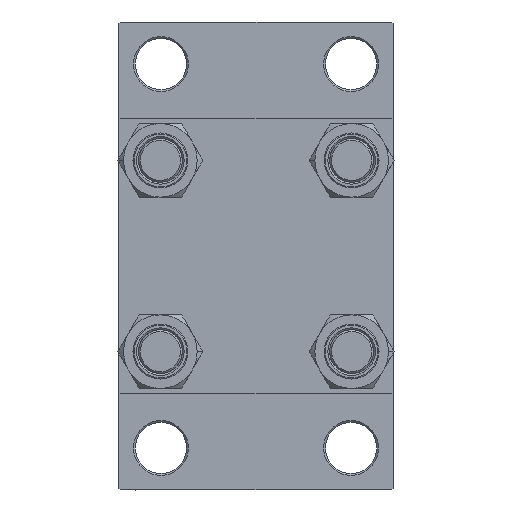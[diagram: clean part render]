
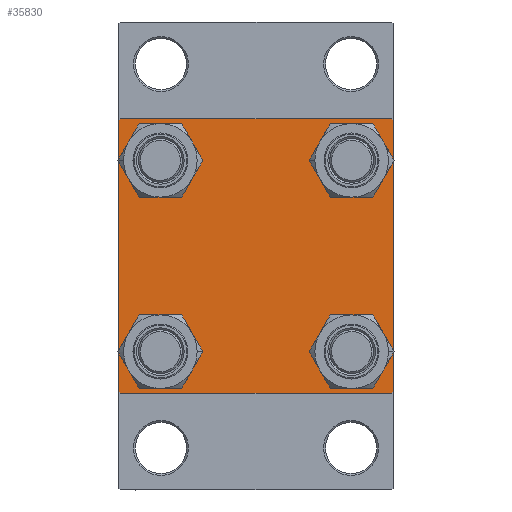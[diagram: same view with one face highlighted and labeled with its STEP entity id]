
A CAD part, left-side view. The second image highlights one B-rep face of the part: STEP entity #35830.
In plain terms, the highlighted planar face has unit normal (-1, 0, 0).
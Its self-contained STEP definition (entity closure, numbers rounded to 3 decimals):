
#130 = CARTESIAN_POINT ( 'NONE',  ( 0., 37.5, -37.5 ) ) ;
#161 = DIRECTION ( 'NONE',  ( 0., 0.707, 0.707 ) ) ;
#1157 = VERTEX_POINT ( 'NONE', #1536 ) ;
#1534 = LINE ( 'NONE', #12035, #6437 ) ;
#1536 = CARTESIAN_POINT ( 'NONE',  ( 0., 26.15, 32.65 ) ) ;
#2080 = VECTOR ( 'NONE', #161, 1000. ) ;
#2219 = FACE_BOUND ( 'NONE', #46154, .T. ) ;
#2797 = VERTEX_POINT ( 'NONE', #14232 ) ;
#3025 = CARTESIAN_POINT ( 'NONE',  ( 0., 26.15, -26.15 ) ) ;
#3079 = DIRECTION ( 'NONE',  ( 1., 0., 0. ) ) ;
#3165 = ORIENTED_EDGE ( 'NONE', *, *, #25284, .T. ) ;
#4321 = AXIS2_PLACEMENT_3D ( 'NONE', #26465, #40331, #8308 ) ;
#4576 = DIRECTION ( 'NONE',  ( 0., 0., 1. ) ) ;
#4863 = DIRECTION ( 'NONE',  ( 0., -1., 0. ) ) ;
#5116 = LINE ( 'NONE', #37851, #10980 ) ;
#5586 = DIRECTION ( 'NONE',  ( 0., 0.707, -0.707 ) ) ;
#6437 = VECTOR ( 'NONE', #4863, 1000. ) ;
#6564 = CIRCLE ( 'NONE', #13414, 6.5 ) ;
#6881 = DIRECTION ( 'NONE',  ( 0., 0., 1. ) ) ;
#7070 = DIRECTION ( 'NONE',  ( 0., 0., -1. ) ) ;
#7896 = CARTESIAN_POINT ( 'NONE',  ( 0., 37.25, -37.25 ) ) ;
#8308 = DIRECTION ( 'NONE',  ( 0., 0., 1. ) ) ;
#8847 = CARTESIAN_POINT ( 'NONE',  ( 0., 26.15, -26.15 ) ) ;
#8981 = AXIS2_PLACEMENT_3D ( 'NONE', #16647, #16878, #13071 ) ;
#9400 = ORIENTED_EDGE ( 'NONE', *, *, #24965, .T. ) ;
#10304 = VERTEX_POINT ( 'NONE', #13623 ) ;
#10947 = CARTESIAN_POINT ( 'NONE',  ( 0., 26.15, 26.15 ) ) ;
#10980 = VECTOR ( 'NONE', #5586, 1000. ) ;
#10987 = VERTEX_POINT ( 'NONE', #45651 ) ;
#11108 = CARTESIAN_POINT ( 'NONE',  ( 0., -26.15, -19.65 ) ) ;
#11327 = CARTESIAN_POINT ( 'NONE',  ( 0., -37., 37.5 ) ) ;
#12035 = CARTESIAN_POINT ( 'NONE',  ( 0., 37.5, 37.5 ) ) ;
#12641 = ORIENTED_EDGE ( 'NONE', *, *, #25350, .T. ) ;
#13071 = DIRECTION ( 'NONE',  ( 0., 0., 1. ) ) ;
#13134 = CARTESIAN_POINT ( 'NONE',  ( 0., -37.5, -37. ) ) ;
#13189 = DIRECTION ( 'NONE',  ( -1., 0., 0. ) ) ;
#13414 = AXIS2_PLACEMENT_3D ( 'NONE', #10947, #3079, #6881 ) ;
#13623 = CARTESIAN_POINT ( 'NONE',  ( 0., -26.15, 19.65 ) ) ;
#13685 = DIRECTION ( 'NONE',  ( 0., 0., 1. ) ) ;
#13889 = ORIENTED_EDGE ( 'NONE', *, *, #44784, .T. ) ;
#13965 = CARTESIAN_POINT ( 'NONE',  ( 0., -37., -37.5 ) ) ;
#14067 = VERTEX_POINT ( 'NONE', #44053 ) ;
#14129 = VERTEX_POINT ( 'NONE', #11327 ) ;
#14232 = CARTESIAN_POINT ( 'NONE',  ( 0., -26.15, 32.65 ) ) ;
#14470 = AXIS2_PLACEMENT_3D ( 'NONE', #8847, #37993, #15779 ) ;
#14528 = EDGE_CURVE ( 'NONE', #10987, #18440, #44280, .T. ) ;
#15566 = CARTESIAN_POINT ( 'NONE',  ( 0., -26.15, 26.15 ) ) ;
#15779 = DIRECTION ( 'NONE',  ( 0., 0., 1. ) ) ;
#16330 = CARTESIAN_POINT ( 'NONE',  ( 0., -26.15, -32.65 ) ) ;
#16647 = CARTESIAN_POINT ( 'NONE',  ( 0., 26.15, 26.15 ) ) ;
#16864 = ORIENTED_EDGE ( 'NONE', *, *, #23518, .T. ) ;
#16878 = DIRECTION ( 'NONE',  ( 1., 0., 0. ) ) ;
#17000 = PLANE ( 'NONE',  #35916 ) ;
#17076 = CARTESIAN_POINT ( 'NONE',  ( 0., 37.5, 37. ) ) ;
#17117 = DIRECTION ( 'NONE',  ( 1., 0., 0. ) ) ;
#17611 = CARTESIAN_POINT ( 'NONE',  ( 0., -26.15, -26.15 ) ) ;
#17631 = CIRCLE ( 'NONE', #43581, 6.5 ) ;
#18280 = CARTESIAN_POINT ( 'NONE',  ( 0., -37.25, 37.25 ) ) ;
#18440 = VERTEX_POINT ( 'NONE', #13965 ) ;
#18908 = VECTOR ( 'NONE', #7070, 1000. ) ;
#19882 = ORIENTED_EDGE ( 'NONE', *, *, #21298, .T. ) ;
#20081 = CIRCLE ( 'NONE', #20821, 6.5 ) ;
#20098 = VERTEX_POINT ( 'NONE', #45562 ) ;
#20260 = DIRECTION ( 'NONE',  ( 0., 0., 1. ) ) ;
#20584 = CARTESIAN_POINT ( 'NONE',  ( 0., 0., 0. ) ) ;
#20821 = AXIS2_PLACEMENT_3D ( 'NONE', #31848, #46403, #13685 ) ;
#21178 = VECTOR ( 'NONE', #40158, 1000. ) ;
#21298 = EDGE_CURVE ( 'NONE', #32542, #1157, #6564, .T. ) ;
#21306 = CARTESIAN_POINT ( 'NONE',  ( 0., -37.5, 37.5 ) ) ;
#22483 = EDGE_CURVE ( 'NONE', #30744, #33072, #32553, .T. ) ;
#23518 = EDGE_CURVE ( 'NONE', #41430, #14129, #29743, .T. ) ;
#24291 = DIRECTION ( 'NONE',  ( 1., 0., 0. ) ) ;
#24374 = EDGE_LOOP ( 'NONE', ( #12641, #9400, #41958, #43548, #31961, #16864, #36924, #37805 ) ) ;
#24743 = AXIS2_PLACEMENT_3D ( 'NONE', #17611, #24291, #20260 ) ;
#24965 = EDGE_CURVE ( 'NONE', #36624, #10987, #32753, .T. ) ;
#25038 = EDGE_CURVE ( 'NONE', #18440, #36233, #28929, .T. ) ;
#25132 = ORIENTED_EDGE ( 'NONE', *, *, #31973, .T. ) ;
#25284 = EDGE_CURVE ( 'NONE', #1157, #32542, #46374, .T. ) ;
#25338 = DIRECTION ( 'NONE',  ( 0., -0.707, 0.707 ) ) ;
#25350 = EDGE_CURVE ( 'NONE', #44992, #36624, #25458, .T. ) ;
#25458 = LINE ( 'NONE', #28100, #18908 ) ;
#25981 = CIRCLE ( 'NONE', #39695, 6.5 ) ;
#26465 = CARTESIAN_POINT ( 'NONE',  ( 0., -26.15, -26.15 ) ) ;
#27415 = CIRCLE ( 'NONE', #14470, 6.5 ) ;
#28100 = CARTESIAN_POINT ( 'NONE',  ( 0., 37.5, 37.5 ) ) ;
#28461 = FACE_BOUND ( 'NONE', #38106, .T. ) ;
#28772 = DIRECTION ( 'NONE',  ( 0., -1., 0. ) ) ;
#28929 = LINE ( 'NONE', #33229, #47127 ) ;
#28959 = DIRECTION ( 'NONE',  ( 0., 0., -1. ) ) ;
#29188 = EDGE_CURVE ( 'NONE', #39553, #20098, #27415, .T. ) ;
#29193 = DIRECTION ( 'NONE',  ( 1., 0., 0. ) ) ;
#29743 = LINE ( 'NONE', #18280, #2080 ) ;
#30744 = VERTEX_POINT ( 'NONE', #11108 ) ;
#31069 = EDGE_CURVE ( 'NONE', #41430, #36233, #46874, .T. ) ;
#31848 = CARTESIAN_POINT ( 'NONE',  ( 0., -26.15, 26.15 ) ) ;
#31961 = ORIENTED_EDGE ( 'NONE', *, *, #31069, .F. ) ;
#31973 = EDGE_CURVE ( 'NONE', #2797, #10304, #25981, .T. ) ;
#32169 = DIRECTION ( 'NONE',  ( 0., 0., 1. ) ) ;
#32393 = ORIENTED_EDGE ( 'NONE', *, *, #42498, .T. ) ;
#32542 = VERTEX_POINT ( 'NONE', #44122 ) ;
#32553 = CIRCLE ( 'NONE', #4321, 6.5 ) ;
#32753 = LINE ( 'NONE', #7896, #21178 ) ;
#33072 = VERTEX_POINT ( 'NONE', #16330 ) ;
#33229 = CARTESIAN_POINT ( 'NONE',  ( 0., -37.25, -37.25 ) ) ;
#34496 = ORIENTED_EDGE ( 'NONE', *, *, #22483, .T. ) ;
#35105 = VECTOR ( 'NONE', #28959, 1000. ) ;
#35830 = ADVANCED_FACE ( 'NONE', ( #2219, #39216, #28461, #35869, #39453 ), #17000, .T. ) ;
#35869 = FACE_BOUND ( 'NONE', #38570, .T. ) ;
#35916 = AXIS2_PLACEMENT_3D ( 'NONE', #20584, #13189, #43029 ) ;
#36233 = VERTEX_POINT ( 'NONE', #13134 ) ;
#36624 = VERTEX_POINT ( 'NONE', #36748 ) ;
#36748 = CARTESIAN_POINT ( 'NONE',  ( 0., 37.5, -37. ) ) ;
#36858 = EDGE_CURVE ( 'NONE', #20098, #39553, #17631, .T. ) ;
#36924 = ORIENTED_EDGE ( 'NONE', *, *, #45128, .F. ) ;
#37175 = EDGE_LOOP ( 'NONE', ( #34496, #13889 ) ) ;
#37805 = ORIENTED_EDGE ( 'NONE', *, *, #46813, .T. ) ;
#37851 = CARTESIAN_POINT ( 'NONE',  ( 0., 37.25, 37.25 ) ) ;
#37993 = DIRECTION ( 'NONE',  ( 1., 0., 0. ) ) ;
#38106 = EDGE_LOOP ( 'NONE', ( #38272, #39085 ) ) ;
#38272 = ORIENTED_EDGE ( 'NONE', *, *, #29188, .T. ) ;
#38324 = CARTESIAN_POINT ( 'NONE',  ( 0., 26.15, -19.65 ) ) ;
#38570 = EDGE_LOOP ( 'NONE', ( #3165, #19882 ) ) ;
#39085 = ORIENTED_EDGE ( 'NONE', *, *, #36858, .T. ) ;
#39216 = FACE_BOUND ( 'NONE', #37175, .T. ) ;
#39453 = FACE_OUTER_BOUND ( 'NONE', #24374, .T. ) ;
#39553 = VERTEX_POINT ( 'NONE', #38324 ) ;
#39695 = AXIS2_PLACEMENT_3D ( 'NONE', #15566, #29193, #4576 ) ;
#39979 = VECTOR ( 'NONE', #28772, 1000. ) ;
#40158 = DIRECTION ( 'NONE',  ( 0., -0.707, -0.707 ) ) ;
#40331 = DIRECTION ( 'NONE',  ( 1., 0., 0. ) ) ;
#41430 = VERTEX_POINT ( 'NONE', #44208 ) ;
#41958 = ORIENTED_EDGE ( 'NONE', *, *, #14528, .T. ) ;
#42498 = EDGE_CURVE ( 'NONE', #10304, #2797, #20081, .T. ) ;
#43029 = DIRECTION ( 'NONE',  ( 0., 0., 1. ) ) ;
#43548 = ORIENTED_EDGE ( 'NONE', *, *, #25038, .T. ) ;
#43581 = AXIS2_PLACEMENT_3D ( 'NONE', #3025, #17117, #32169 ) ;
#44053 = CARTESIAN_POINT ( 'NONE',  ( 0., 37., 37.5 ) ) ;
#44122 = CARTESIAN_POINT ( 'NONE',  ( 0., 26.15, 19.65 ) ) ;
#44208 = CARTESIAN_POINT ( 'NONE',  ( 0., -37.5, 37. ) ) ;
#44280 = LINE ( 'NONE', #130, #39979 ) ;
#44784 = EDGE_CURVE ( 'NONE', #33072, #30744, #45345, .T. ) ;
#44992 = VERTEX_POINT ( 'NONE', #17076 ) ;
#45128 = EDGE_CURVE ( 'NONE', #14067, #14129, #1534, .T. ) ;
#45345 = CIRCLE ( 'NONE', #24743, 6.5 ) ;
#45562 = CARTESIAN_POINT ( 'NONE',  ( 0., 26.15, -32.65 ) ) ;
#45651 = CARTESIAN_POINT ( 'NONE',  ( 0., 37., -37.5 ) ) ;
#46154 = EDGE_LOOP ( 'NONE', ( #25132, #32393 ) ) ;
#46374 = CIRCLE ( 'NONE', #8981, 6.5 ) ;
#46403 = DIRECTION ( 'NONE',  ( 1., 0., 0. ) ) ;
#46813 = EDGE_CURVE ( 'NONE', #14067, #44992, #5116, .T. ) ;
#46874 = LINE ( 'NONE', #21306, #35105 ) ;
#47127 = VECTOR ( 'NONE', #25338, 1000. ) ;
